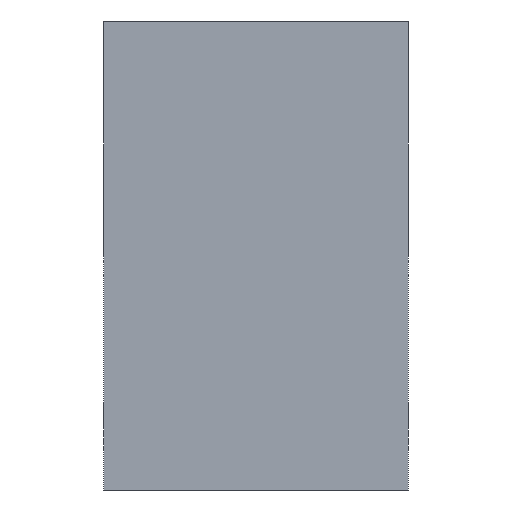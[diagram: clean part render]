
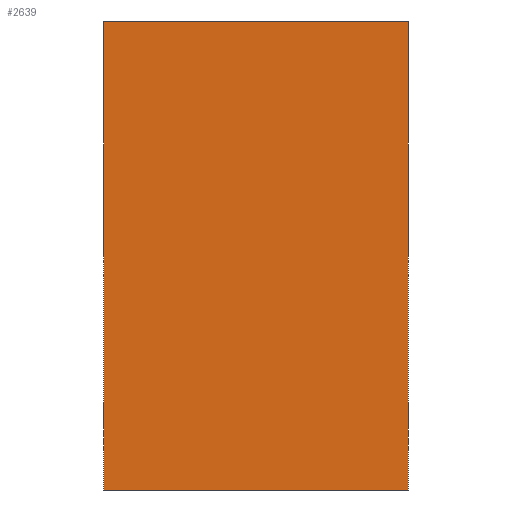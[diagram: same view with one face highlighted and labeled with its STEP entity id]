
A CAD part, front view. The second image highlights one B-rep face of the part: STEP entity #2639.
In plain terms, the highlighted planar face has unit normal (0, -1, 0).
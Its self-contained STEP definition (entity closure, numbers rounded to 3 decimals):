
#111=LINE('',#4277,#301);
#112=LINE('',#4280,#302);
#113=LINE('',#4282,#303);
#114=LINE('',#4284,#304);
#301=VECTOR('',#3420,1000.);
#302=VECTOR('',#3421,1000.);
#303=VECTOR('',#3422,1000.);
#304=VECTOR('',#3423,1000.);
#501=PLANE('',#2892);
#971=ORIENTED_EDGE('',*,*,#1607,.T.);
#972=ORIENTED_EDGE('',*,*,#1608,.F.);
#973=ORIENTED_EDGE('',*,*,#1609,.F.);
#974=ORIENTED_EDGE('',*,*,#1610,.T.);
#1607=EDGE_CURVE('',#1933,#1934,#111,.T.);
#1608=EDGE_CURVE('',#1935,#1934,#112,.T.);
#1609=EDGE_CURVE('',#1936,#1935,#113,.T.);
#1610=EDGE_CURVE('',#1936,#1933,#114,.T.);
#1933=VERTEX_POINT('',#4278);
#1934=VERTEX_POINT('',#4279);
#1935=VERTEX_POINT('',#4281);
#1936=VERTEX_POINT('',#4283);
#2212=EDGE_LOOP('',(#971,#972,#973,#974));
#2421=FACE_BOUND('',#2212,.T.);
#2639=ADVANCED_FACE('',(#2421),#501,.F.);
#2892=AXIS2_PLACEMENT_3D('',#4276,#3418,#3419);
#3418=DIRECTION('',(0.,1.,0.));
#3419=DIRECTION('',(0.,0.,1.));
#3420=DIRECTION('',(0.,0.,-1.));
#3421=DIRECTION('',(-1.,0.,0.));
#3422=DIRECTION('',(0.,0.,-1.));
#3423=DIRECTION('',(-1.,0.,0.));
#4276=CARTESIAN_POINT('',(26.,0.,40.));
#4277=CARTESIAN_POINT('',(-26.,0.,40.));
#4278=CARTESIAN_POINT('',(-26.,0.,40.));
#4279=CARTESIAN_POINT('',(-26.,0.,-40.));
#4280=CARTESIAN_POINT('',(26.,0.,-40.));
#4281=CARTESIAN_POINT('',(26.,0.,-40.));
#4282=CARTESIAN_POINT('',(26.,0.,40.));
#4283=CARTESIAN_POINT('',(26.,0.,40.));
#4284=CARTESIAN_POINT('',(26.,0.,40.));
